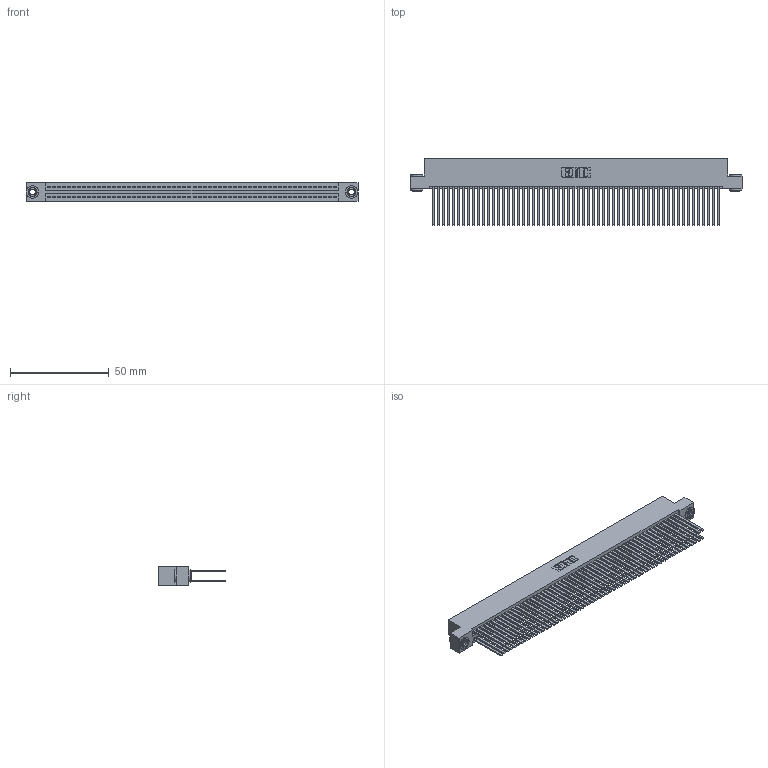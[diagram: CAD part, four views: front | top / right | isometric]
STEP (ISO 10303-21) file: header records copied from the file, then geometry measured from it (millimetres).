
FILE_DESCRIPTION (( 'STEP AP203' ), '1' );
FILE_NAME ('345-116-544-203.STEP', '2019-11-05T15:59:32', ( '' ), ( '' ), 'SwSTEP 2.0', 'SolidWorks 2016', '' );
FILE_SCHEMA (( 'CONFIG_CONTROL_DESIGN' ));
Length unit declared in the file: inch
Products named in the file (4): 345 Part_Flush Mounting Lugs - 0.156 Dia-TH; 345-116-544-203; 345-292-001_345-293-144; 345-250-002_345-250-002-102
Assembly tree (119 placements, depth 2):
  345-116-544-203
    345 Part_Flush Mounting Lugs - 0.156 Dia-TH
    345-292-001_345-293-144  x116
    345-250-002_345-250-002-102  x2
Bounding box: 168.53 x 33.96 x 9.4 mm (x, y, z)
Volume: 18165.1 mm3; surface area: 32131.8 mm2
Topology: 119 solids, 119 shells, 5268 faces, 15613 edges, 10250 vertices
Faces by surface type: plane 3454, cylinder 1806, cone 8
Entity records: 43820 total; most frequent: CARTESIAN_POINT 7303, ORIENTED_EDGE 7230, DIRECTION 6449, EDGE_CURVE 3615, VECTOR 3231, LINE 3231, VERTEX_POINT 2406, AXIS2_PLACEMENT_3D 1609
